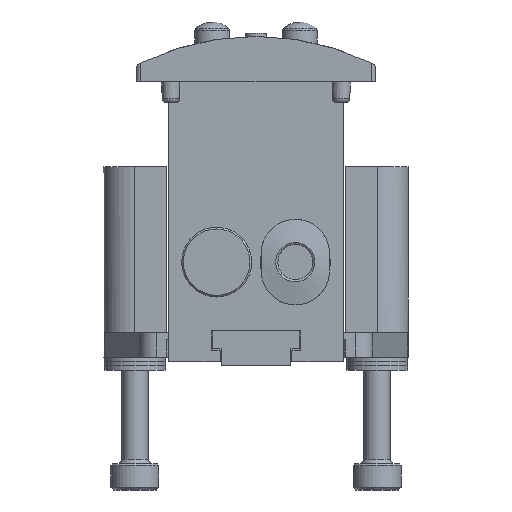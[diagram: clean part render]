
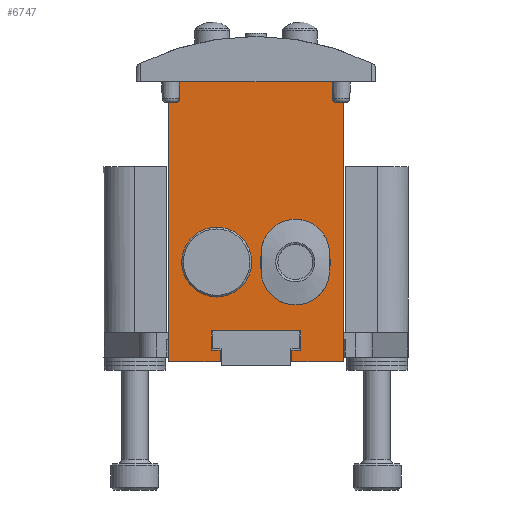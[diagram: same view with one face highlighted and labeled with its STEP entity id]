
A CAD part, front view. The second image highlights one B-rep face of the part: STEP entity #6747.
In plain terms, the highlighted planar face has unit normal (0, -1, 0).
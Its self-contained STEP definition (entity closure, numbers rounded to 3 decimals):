
#200=LINE('',#9393,#650);
#211=LINE('',#9416,#661);
#225=LINE('',#9452,#675);
#226=LINE('',#9454,#676);
#227=LINE('',#9458,#677);
#228=LINE('',#9460,#678);
#229=LINE('',#9462,#679);
#230=LINE('',#9464,#680);
#231=LINE('',#9466,#681);
#232=LINE('',#9468,#682);
#233=LINE('',#9470,#683);
#234=LINE('',#9472,#684);
#235=LINE('',#9474,#685);
#236=LINE('',#9476,#686);
#237=LINE('',#9478,#687);
#238=LINE('',#9480,#688);
#239=LINE('',#9482,#689);
#240=LINE('',#9484,#690);
#241=LINE('',#9486,#691);
#242=LINE('',#9487,#692);
#650=VECTOR('',#7761,1000.);
#661=VECTOR('',#7776,1000.);
#675=VECTOR('',#7800,1000.);
#676=VECTOR('',#7801,1000.);
#677=VECTOR('',#7804,1000.);
#678=VECTOR('',#7805,1000.);
#679=VECTOR('',#7806,1000.);
#680=VECTOR('',#7807,1000.);
#681=VECTOR('',#7808,1000.);
#682=VECTOR('',#7809,1000.);
#683=VECTOR('',#7810,1000.);
#684=VECTOR('',#7811,1000.);
#685=VECTOR('',#7812,1000.);
#686=VECTOR('',#7813,1000.);
#687=VECTOR('',#7814,1000.);
#688=VECTOR('',#7815,1000.);
#689=VECTOR('',#7816,1000.);
#690=VECTOR('',#7817,1000.);
#691=VECTOR('',#7818,1000.);
#692=VECTOR('',#7819,1000.);
#1062=PLANE('',#7122);
#1352=ORIENTED_EDGE('',*,*,#2751,.F.);
#1353=ORIENTED_EDGE('',*,*,#2721,.F.);
#1354=ORIENTED_EDGE('',*,*,#2752,.F.);
#1355=ORIENTED_EDGE('',*,*,#2753,.F.);
#1356=ORIENTED_EDGE('',*,*,#2754,.F.);
#1357=ORIENTED_EDGE('',*,*,#2755,.T.);
#1358=ORIENTED_EDGE('',*,*,#2756,.F.);
#1359=ORIENTED_EDGE('',*,*,#2757,.T.);
#1360=ORIENTED_EDGE('',*,*,#2758,.T.);
#1361=ORIENTED_EDGE('',*,*,#2759,.T.);
#1362=ORIENTED_EDGE('',*,*,#2760,.T.);
#1363=ORIENTED_EDGE('',*,*,#2761,.T.);
#1364=ORIENTED_EDGE('',*,*,#2762,.T.);
#1365=ORIENTED_EDGE('',*,*,#2763,.T.);
#1366=ORIENTED_EDGE('',*,*,#2764,.T.);
#1367=ORIENTED_EDGE('',*,*,#2765,.T.);
#1368=ORIENTED_EDGE('',*,*,#2766,.T.);
#1369=ORIENTED_EDGE('',*,*,#2767,.T.);
#1370=ORIENTED_EDGE('',*,*,#2768,.F.);
#1371=ORIENTED_EDGE('',*,*,#2733,.F.);
#1372=ORIENTED_EDGE('',*,*,#2769,.F.);
#1373=ORIENTED_EDGE('',*,*,#2770,.F.);
#1374=ORIENTED_EDGE('',*,*,#2771,.F.);
#1375=ORIENTED_EDGE('',*,*,#2772,.F.);
#2721=EDGE_CURVE('',#3417,#3418,#200,.T.);
#2733=EDGE_CURVE('',#3427,#3428,#211,.T.);
#2751=EDGE_CURVE('',#3418,#3445,#225,.T.);
#2752=EDGE_CURVE('',#3446,#3417,#226,.T.);
#2753=EDGE_CURVE('',#3447,#3446,#3867,.F.);
#2754=EDGE_CURVE('',#3448,#3447,#227,.T.);
#2755=EDGE_CURVE('',#3448,#3449,#228,.T.);
#2756=EDGE_CURVE('',#3450,#3449,#229,.T.);
#2757=EDGE_CURVE('',#3450,#3451,#230,.T.);
#2758=EDGE_CURVE('',#3451,#3452,#231,.T.);
#2759=EDGE_CURVE('',#3452,#3453,#232,.T.);
#2760=EDGE_CURVE('',#3453,#3454,#233,.T.);
#2761=EDGE_CURVE('',#3454,#3455,#234,.T.);
#2762=EDGE_CURVE('',#3455,#3456,#235,.T.);
#2763=EDGE_CURVE('',#3456,#3457,#236,.T.);
#2764=EDGE_CURVE('',#3457,#3458,#237,.T.);
#2765=EDGE_CURVE('',#3458,#3459,#238,.T.);
#2766=EDGE_CURVE('',#3459,#3460,#239,.T.);
#2767=EDGE_CURVE('',#3460,#3461,#240,.T.);
#2768=EDGE_CURVE('',#3428,#3461,#241,.T.);
#2769=EDGE_CURVE('',#3462,#3427,#242,.T.);
#2770=EDGE_CURVE('',#3445,#3462,#3868,.F.);
#2771=EDGE_CURVE('',#3463,#3463,#3869,.F.);
#2772=EDGE_CURVE('',#3464,#3464,#3870,.F.);
#3417=VERTEX_POINT('',#9392);
#3418=VERTEX_POINT('',#9394);
#3427=VERTEX_POINT('',#9415);
#3428=VERTEX_POINT('',#9417);
#3445=VERTEX_POINT('',#9453);
#3446=VERTEX_POINT('',#9455);
#3447=VERTEX_POINT('',#9457);
#3448=VERTEX_POINT('',#9459);
#3449=VERTEX_POINT('',#9461);
#3450=VERTEX_POINT('',#9463);
#3451=VERTEX_POINT('',#9465);
#3452=VERTEX_POINT('',#9467);
#3453=VERTEX_POINT('',#9469);
#3454=VERTEX_POINT('',#9471);
#3455=VERTEX_POINT('',#9473);
#3456=VERTEX_POINT('',#9475);
#3457=VERTEX_POINT('',#9477);
#3458=VERTEX_POINT('',#9479);
#3459=VERTEX_POINT('',#9481);
#3460=VERTEX_POINT('',#9483);
#3461=VERTEX_POINT('',#9485);
#3462=VERTEX_POINT('',#9488);
#3463=VERTEX_POINT('',#9491);
#3464=VERTEX_POINT('',#9493);
#3867=CIRCLE('',#7123,0.5);
#3868=CIRCLE('',#7124,0.5);
#3869=CIRCLE('',#7125,4.);
#3870=CIRCLE('',#7126,4.);
#4077=EDGE_LOOP('',(#1352,#1353,#1354,#1355,#1356,#1357,#1358,#1359,#1360,
#1361,#1362,#1363,#1364,#1365,#1366,#1367,#1368,#1369,#1370,#1371,#1372,
#1373));
#4078=EDGE_LOOP('',(#1374));
#4079=EDGE_LOOP('',(#1375));
#4503=FACE_BOUND('',#4077,.T.);
#4504=FACE_BOUND('',#4078,.T.);
#4505=FACE_BOUND('',#4079,.T.);
#6747=ADVANCED_FACE('',(#4503,#4504,#4505),#1062,.F.);
#7122=AXIS2_PLACEMENT_3D('',#9451,#7798,#7799);
#7123=AXIS2_PLACEMENT_3D('',#9456,#7802,#7803);
#7124=AXIS2_PLACEMENT_3D('',#9489,#7820,#7821);
#7125=AXIS2_PLACEMENT_3D('',#9490,#7822,#7823);
#7126=AXIS2_PLACEMENT_3D('',#9492,#7824,#7825);
#7761=DIRECTION('',(1.,0.,0.));
#7776=DIRECTION('',(0.,0.,-1.));
#7798=DIRECTION('',(0.,1.,0.));
#7799=DIRECTION('',(0.,0.,1.));
#7800=DIRECTION('',(0.035,0.,-0.999));
#7801=DIRECTION('',(0.035,0.,0.999));
#7802=DIRECTION('',(0.,1.,0.));
#7803=DIRECTION('',(0.,0.,1.));
#7804=DIRECTION('',(1.,0.,0.));
#7805=DIRECTION('',(0.,0.,-1.));
#7806=DIRECTION('',(-1.,0.,0.));
#7807=DIRECTION('',(0.,0.,1.));
#7808=DIRECTION('',(-1.,0.,0.));
#7809=DIRECTION('',(0.,0.,1.));
#7810=DIRECTION('',(1.,0.,0.));
#7811=DIRECTION('',(1.,0.,0.));
#7812=DIRECTION('',(1.,0.,0.));
#7813=DIRECTION('',(1.,0.,0.));
#7814=DIRECTION('',(1.,0.,0.));
#7815=DIRECTION('',(0.,0.,-1.));
#7816=DIRECTION('',(-1.,0.,0.));
#7817=DIRECTION('',(0.,0.,-1.));
#7818=DIRECTION('',(-1.,0.,0.));
#7819=DIRECTION('',(1.,0.,0.));
#7820=DIRECTION('',(0.,1.,0.));
#7821=DIRECTION('',(0.,0.,1.));
#7822=DIRECTION('',(0.,1.,0.));
#7823=DIRECTION('',(0.,0.,1.));
#7824=DIRECTION('',(0.,1.,0.));
#7825=DIRECTION('',(0.,0.,1.));
#9392=CARTESIAN_POINT('',(-8.7,0.,32.));
#9393=CARTESIAN_POINT('',(10.,0.,32.));
#9394=CARTESIAN_POINT('',(8.7,0.,32.));
#9415=CARTESIAN_POINT('',(10.,0.,29.6));
#9416=CARTESIAN_POINT('',(10.,0.,34.5));
#9417=CARTESIAN_POINT('',(10.,0.,0.));
#9451=CARTESIAN_POINT('',(10.,0.,34.5));
#9452=CARTESIAN_POINT('',(8.614,0.,34.452));
#9453=CARTESIAN_POINT('',(8.767,0.,30.083));
#9454=CARTESIAN_POINT('',(-8.59,0.,35.149));
#9455=CARTESIAN_POINT('',(-8.767,0.,30.083));
#9456=CARTESIAN_POINT('',(-9.267,0.,30.1));
#9457=CARTESIAN_POINT('',(-9.267,0.,29.6));
#9458=CARTESIAN_POINT('',(10.,0.,29.6));
#9459=CARTESIAN_POINT('',(-10.,0.,29.6));
#9460=CARTESIAN_POINT('',(-10.,0.,34.5));
#9461=CARTESIAN_POINT('',(-10.,0.,0.));
#9462=CARTESIAN_POINT('',(10.,0.,0.));
#9463=CARTESIAN_POINT('',(-4.1,0.,0.));
#9464=CARTESIAN_POINT('',(-4.1,0.,0.));
#9465=CARTESIAN_POINT('',(-4.1,0.,1.3));
#9466=CARTESIAN_POINT('',(-4.1,0.,1.3));
#9467=CARTESIAN_POINT('',(-5.1,0.,1.3));
#9468=CARTESIAN_POINT('',(-5.1,0.,1.3));
#9469=CARTESIAN_POINT('',(-5.1,0.,3.5));
#9470=CARTESIAN_POINT('',(-5.1,0.,3.5));
#9471=CARTESIAN_POINT('',(-5.,0.,3.5));
#9472=CARTESIAN_POINT('',(-5.1,0.,3.5));
#9473=CARTESIAN_POINT('',(-3.,0.,3.5));
#9474=CARTESIAN_POINT('',(-5.1,0.,3.5));
#9475=CARTESIAN_POINT('',(3.,0.,3.5));
#9476=CARTESIAN_POINT('',(-5.1,0.,3.5));
#9477=CARTESIAN_POINT('',(5.,0.,3.5));
#9478=CARTESIAN_POINT('',(-5.1,0.,3.5));
#9479=CARTESIAN_POINT('',(5.1,0.,3.5));
#9480=CARTESIAN_POINT('',(5.1,0.,3.5));
#9481=CARTESIAN_POINT('',(5.1,0.,1.3));
#9482=CARTESIAN_POINT('',(5.1,0.,1.3));
#9483=CARTESIAN_POINT('',(4.1,0.,1.3));
#9484=CARTESIAN_POINT('',(4.1,0.,1.3));
#9485=CARTESIAN_POINT('',(4.1,0.,0.));
#9486=CARTESIAN_POINT('',(10.,0.,0.));
#9487=CARTESIAN_POINT('',(10.,0.,29.6));
#9488=CARTESIAN_POINT('',(9.267,0.,29.6));
#9489=CARTESIAN_POINT('',(9.267,0.,30.1));
#9490=CARTESIAN_POINT('',(4.5,0.,11.375));
#9491=CARTESIAN_POINT('',(4.5,0.,15.375));
#9492=CARTESIAN_POINT('',(-4.5,0.,11.375));
#9493=CARTESIAN_POINT('',(-4.5,0.,15.375));
